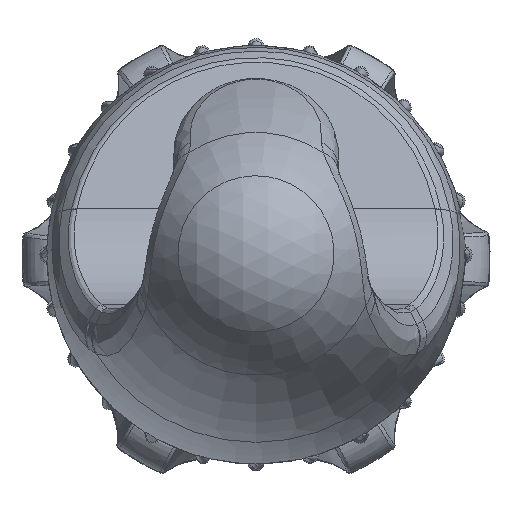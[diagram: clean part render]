
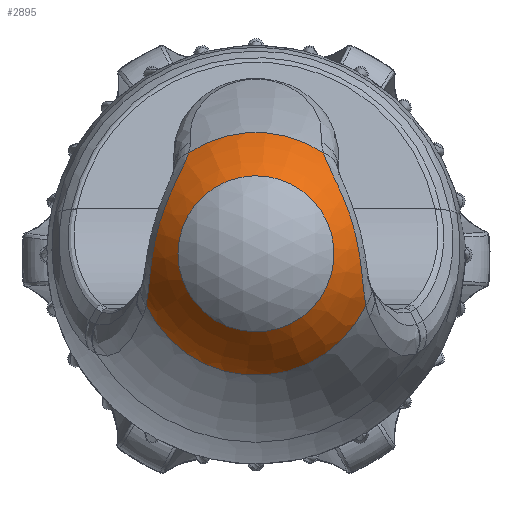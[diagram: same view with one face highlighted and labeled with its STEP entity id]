
A CAD part, top view. The second image highlights one B-rep face of the part: STEP entity #2895.
In plain terms, the highlighted toroidal (fillet/blend) face has major radius 17.364 mm and minor radius 37.5 mm.
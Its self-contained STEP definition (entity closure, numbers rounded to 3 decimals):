
#348 = ORIENTED_EDGE ( 'NONE', *, *, #9848, .T. ) ;
#407 = B_SPLINE_CURVE_WITH_KNOTS ( 'NONE', 3,
 ( #8597, #9877, #17074, #15721, #1183, #4285, #18691, #5498, #14397, #6885, #4157, #14206, #5629, #10012, #2836, #17344, #14337, #11333, #1120, #13008, #4100, #4029, #7021, #18811, #5765, #12879, #17216, #8466 ),
 .UNSPECIFIED., .F., .F.,
 ( 4, 2, 2, 2, 2, 2, 2, 2, 2, 2, 2, 2, 2, 4 ),
 ( 0., 0.003, 0.004, 0.006, 0.007, 0.009, 0.012, 0.013, 0.015, 0.016, 0.018, 0.021, 0.022, 0.024 ),
 .UNSPECIFIED. ) ;
#528 = EDGE_CURVE ( 'NONE', #10269, #12070, #407, .T. ) ;
#787 = CARTESIAN_POINT ( 'NONE',  ( -13.653, 0.261, 448.251 ) ) ;
#1120 = CARTESIAN_POINT ( 'NONE',  ( 11.632, 7.293, 448.14 ) ) ;
#1183 = CARTESIAN_POINT ( 'NONE',  ( 14.168, -3.858, 446.649 ) ) ;
#1377 = CARTESIAN_POINT ( 'NONE',  ( -8.94, 13.381, 444.103 ) ) ;
#1468 = CIRCLE ( 'NONE', #11011, 16.093 ) ;
#2168 = CARTESIAN_POINT ( 'NONE',  ( -13.729, -0.213, 448.139 ) ) ;
#2172 = CARTESIAN_POINT ( 'NONE',  ( 14.573, -6.828, 444.103 ) ) ;
#2232 = CARTESIAN_POINT ( 'NONE',  ( -11.81, 6.856, 448.25 ) ) ;
#2454 = CARTESIAN_POINT ( 'NONE',  ( 0., 0., 444.103 ) ) ;
#2836 = CARTESIAN_POINT ( 'NONE',  ( 12.635, 4.546, 448.581 ) ) ;
#2895 = ADVANCED_FACE ( 'NONE', ( #11648, #14366 ), #11387, .T. ) ;
#2953 = DIRECTION ( 'NONE',  ( 0., 0., -1. ) ) ;
#2977 = ORIENTED_EDGE ( 'NONE', *, *, #15086, .F. ) ;
#3569 = CARTESIAN_POINT ( 'NONE',  ( -10.483, 9.848, 447.135 ) ) ;
#3634 = CARTESIAN_POINT ( 'NONE',  ( -13.925, -1.626, 447.703 ) ) ;
#3913 = DIRECTION ( 'NONE',  ( 0., 0., -1. ) ) ;
#4029 = CARTESIAN_POINT ( 'NONE',  ( 10.487, 9.855, 447.161 ) ) ;
#4100 = CARTESIAN_POINT ( 'NONE',  ( 11.067, 8.6, 447.71 ) ) ;
#4157 = CARTESIAN_POINT ( 'NONE',  ( 13.655, 0.246, 448.247 ) ) ;
#4265 = VERTEX_POINT ( 'NONE', #10360 ) ;
#4285 = CARTESIAN_POINT ( 'NONE',  ( 14.08, -2.988, 447.12 ) ) ;
#4302 = VERTEX_POINT ( 'NONE', #4601 ) ;
#4601 = CARTESIAN_POINT ( 'NONE',  ( -10.344, 0., 452.434 ) ) ;
#4688 = B_SPLINE_CURVE_WITH_KNOTS ( 'NONE', 3,
 ( #9357, #17963, #12265, #16731, #10802, #3569, #9476, #16543, #13742, #6306, #2232, #5023, #7944, #12329, #18148, #9418, #10862, #787, #2168, #12386, #3634, #13804, #16483, #7761, #7061, #15702 ),
 .UNSPECIFIED., .F., .F.,
 ( 4, 2, 2, 2, 2, 2, 2, 2, 2, 2, 2, 2, 4 ),
 ( 0., 0.003, 0.004, 0.006, 0.007, 0.009, 0.012, 0.013, 0.015, 0.016, 0.018, 0.021, 0.024 ),
 .UNSPECIFIED. ) ;
#4789 = DIRECTION ( 'NONE',  ( -1., 0., 0. ) ) ;
#5023 = CARTESIAN_POINT ( 'NONE',  ( -12.329, 5.497, 448.517 ) ) ;
#5096 = CARTESIAN_POINT ( 'NONE',  ( 8.941, 13.381, 444.103 ) ) ;
#5274 = DIRECTION ( 'NONE',  ( 0., 0., -1. ) ) ;
#5336 = CARTESIAN_POINT ( 'NONE',  ( 0., 0., 444.103 ) ) ;
#5498 = CARTESIAN_POINT ( 'NONE',  ( 13.927, -1.637, 447.699 ) ) ;
#5629 = CARTESIAN_POINT ( 'NONE',  ( 13.18, 2.642, 448.6 ) ) ;
#5765 = CARTESIAN_POINT ( 'NONE',  ( 9.429, 12.092, 445.535 ) ) ;
#6306 = CARTESIAN_POINT ( 'NONE',  ( -11.628, 7.305, 448.137 ) ) ;
#6827 = DIRECTION ( 'NONE',  ( 0., 0., -1. ) ) ;
#6885 = CARTESIAN_POINT ( 'NONE',  ( 13.732, -0.235, 448.133 ) ) ;
#7021 = CARTESIAN_POINT ( 'NONE',  ( 10.101, 10.636, 446.705 ) ) ;
#7061 = CARTESIAN_POINT ( 'NONE',  ( -14.439, -6.2, 444.868 ) ) ;
#7095 = AXIS2_PLACEMENT_3D ( 'NONE', #5336, #5274, #16727 ) ;
#7761 = CARTESIAN_POINT ( 'NONE',  ( -14.343, -5.474, 445.536 ) ) ;
#7944 = CARTESIAN_POINT ( 'NONE',  ( -12.642, 4.568, 448.602 ) ) ;
#8038 = DIRECTION ( 'NONE',  ( -1., 0., 0. ) ) ;
#8466 = CARTESIAN_POINT ( 'NONE',  ( 8.941, 13.381, 444.103 ) ) ;
#8597 = CARTESIAN_POINT ( 'NONE',  ( 14.573, -6.828, 444.103 ) ) ;
#9154 = ORIENTED_EDGE ( 'NONE', *, *, #528, .T. ) ;
#9300 = ORIENTED_EDGE ( 'NONE', *, *, #11205, .T. ) ;
#9357 = CARTESIAN_POINT ( 'NONE',  ( -8.94, 13.381, 444.103 ) ) ;
#9418 = CARTESIAN_POINT ( 'NONE',  ( -13.383, 1.692, 448.493 ) ) ;
#9476 = CARTESIAN_POINT ( 'NONE',  ( -10.677, 9.444, 447.341 ) ) ;
#9532 = ORIENTED_EDGE ( 'NONE', *, *, #12237, .F. ) ;
#9848 = EDGE_CURVE ( 'NONE', #4302, #4302, #16870, .T. ) ;
#9877 = CARTESIAN_POINT ( 'NONE',  ( 14.439, -6.199, 444.868 ) ) ;
#9938 = EDGE_LOOP ( 'NONE', ( #348 ) ) ;
#10012 = CARTESIAN_POINT ( 'NONE',  ( 12.782, 4.069, 448.602 ) ) ;
#10069 = CARTESIAN_POINT ( 'NONE',  ( 0., 0., 427.165 ) ) ;
#10269 = VERTEX_POINT ( 'NONE', #2172 ) ;
#10360 = CARTESIAN_POINT ( 'NONE',  ( -14.573, -6.828, 444.103 ) ) ;
#10802 = CARTESIAN_POINT ( 'NONE',  ( -10.106, 10.636, 446.669 ) ) ;
#10862 = CARTESIAN_POINT ( 'NONE',  ( -13.48, 1.214, 448.428 ) ) ;
#11011 = AXIS2_PLACEMENT_3D ( 'NONE', #2454, #3913, #18437 ) ;
#11143 = CARTESIAN_POINT ( 'NONE',  ( 0., 0., 452.434 ) ) ;
#11205 = EDGE_CURVE ( 'NONE', #15427, #4265, #4688, .T. ) ;
#11333 = CARTESIAN_POINT ( 'NONE',  ( 11.813, 6.849, 448.252 ) ) ;
#11387 = TOROIDAL_SURFACE ( 'NONE', #14900, -17.364, 37.5 ) ;
#11648 = FACE_OUTER_BOUND ( 'NONE', #9938, .T. ) ;
#12070 = VERTEX_POINT ( 'NONE', #5096 ) ;
#12237 = EDGE_CURVE ( 'NONE', #15427, #12070, #17940, .T. ) ;
#12265 = CARTESIAN_POINT ( 'NONE',  ( -9.411, 12.119, 445.55 ) ) ;
#12329 = CARTESIAN_POINT ( 'NONE',  ( -13.043, 3.133, 448.601 ) ) ;
#12386 = CARTESIAN_POINT ( 'NONE',  ( -13.866, -1.158, 447.865 ) ) ;
#12879 = CARTESIAN_POINT ( 'NONE',  ( 9.151, 12.765, 444.857 ) ) ;
#13008 = CARTESIAN_POINT ( 'NONE',  ( 11.26, 8.168, 447.87 ) ) ;
#13742 = CARTESIAN_POINT ( 'NONE',  ( -11.253, 8.184, 447.864 ) ) ;
#13804 = CARTESIAN_POINT ( 'NONE',  ( -14.085, -2.988, 447.148 ) ) ;
#13823 = EDGE_LOOP ( 'NONE', ( #2977, #9154, #9532, #9300 ) ) ;
#14206 = CARTESIAN_POINT ( 'NONE',  ( 13.394, 1.685, 448.516 ) ) ;
#14337 = CARTESIAN_POINT ( 'NONE',  ( 12.158, 5.944, 448.429 ) ) ;
#14366 = FACE_OUTER_BOUND ( 'NONE', #13823, .T. ) ;
#14397 = CARTESIAN_POINT ( 'NONE',  ( 13.868, -1.175, 447.859 ) ) ;
#14900 = AXIS2_PLACEMENT_3D ( 'NONE', #10069, #2953, #4789 ) ;
#15086 = EDGE_CURVE ( 'NONE', #10269, #4265, #1468, .T. ) ;
#15427 = VERTEX_POINT ( 'NONE', #1377 ) ;
#15702 = CARTESIAN_POINT ( 'NONE',  ( -14.573, -6.828, 444.103 ) ) ;
#15721 = CARTESIAN_POINT ( 'NONE',  ( 14.211, -4.28, 446.386 ) ) ;
#15958 = AXIS2_PLACEMENT_3D ( 'NONE', #11143, #6827, #8038 ) ;
#16483 = CARTESIAN_POINT ( 'NONE',  ( -14.164, -3.855, 446.687 ) ) ;
#16543 = CARTESIAN_POINT ( 'NONE',  ( -11.061, 8.611, 447.705 ) ) ;
#16727 = DIRECTION ( 'NONE',  ( -1., 0., 0. ) ) ;
#16731 = CARTESIAN_POINT ( 'NONE',  ( -9.921, 11.022, 446.407 ) ) ;
#16870 = CIRCLE ( 'NONE', #15958, 10.344 ) ;
#17074 = CARTESIAN_POINT ( 'NONE',  ( 14.344, -5.479, 445.531 ) ) ;
#17216 = CARTESIAN_POINT ( 'NONE',  ( 9.032, 13.082, 444.494 ) ) ;
#17344 = CARTESIAN_POINT ( 'NONE',  ( 12.323, 5.484, 448.494 ) ) ;
#17940 = CIRCLE ( 'NONE', #7095, 16.093 ) ;
#17963 = CARTESIAN_POINT ( 'NONE',  ( -9.123, 12.783, 444.884 ) ) ;
#18148 = CARTESIAN_POINT ( 'NONE',  ( -13.165, 2.651, 448.58 ) ) ;
#18437 = DIRECTION ( 'NONE',  ( -1., 0., 0. ) ) ;
#18691 = CARTESIAN_POINT ( 'NONE',  ( 14.032, -2.543, 447.329 ) ) ;
#18811 = CARTESIAN_POINT ( 'NONE',  ( 9.589, 11.736, 445.851 ) ) ;
